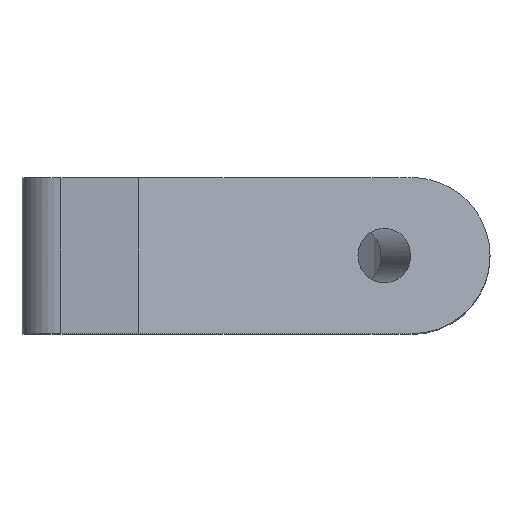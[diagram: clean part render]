
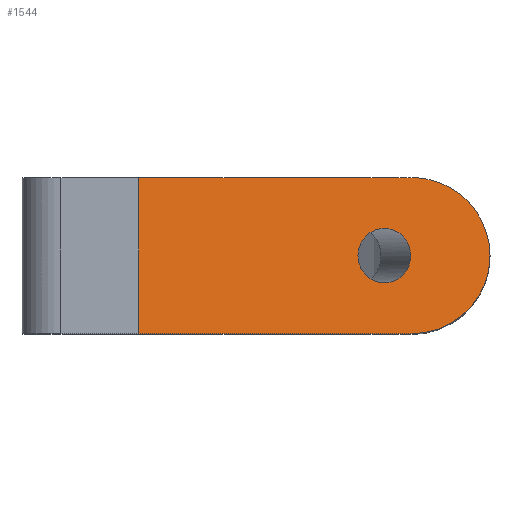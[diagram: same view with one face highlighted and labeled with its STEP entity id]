
A CAD part, top view. The second image highlights one B-rep face of the part: STEP entity #1544.
In plain terms, the highlighted planar face has unit normal (0.259, 0, 0.966).
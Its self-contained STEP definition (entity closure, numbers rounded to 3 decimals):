
#377 = CYLINDRICAL_SURFACE('',#378,4.);
#378 = AXIS2_PLACEMENT_3D('',#379,#380,#381);
#379 = CARTESIAN_POINT('',(10.,0.,0.));
#380 = DIRECTION('',(0.,0.,1.));
#381 = DIRECTION('',(1.,0.,0.));
#728 = CYLINDRICAL_SURFACE('',#729,4.);
#729 = AXIS2_PLACEMENT_3D('',#730,#731,#732);
#730 = CARTESIAN_POINT('',(10.,0.,0.));
#731 = DIRECTION('',(0.,0.,1.));
#732 = DIRECTION('',(1.,0.,0.));
#880 = VERTEX_POINT('',#881);
#881 = CARTESIAN_POINT('',(14.,0.,22.177));
#902 = EDGE_CURVE('',#903,#880,#905,.T.);
#903 = VERTEX_POINT('',#904);
#904 = CARTESIAN_POINT('',(10.,-4.,23.249));
#905 = SURFACE_CURVE('',#906,(#911,#924),.PCURVE_S1.);
#906 = ELLIPSE('',#907,4.141,4.);
#907 = AXIS2_PLACEMENT_3D('',#908,#909,#910);
#908 = CARTESIAN_POINT('',(10.,0.,23.249));
#909 = DIRECTION('',(0.259,0.,0.966));
#910 = DIRECTION('',(-0.966,0.,0.259));
#911 = PCURVE('',#377,#912);
#912 = DEFINITIONAL_REPRESENTATION('',(#913),#923);
#913 = B_SPLINE_CURVE_WITH_KNOTS('',8,(#914,#915,#916,#917,#918,#919,
    #920,#921,#922),.UNSPECIFIED.,.F.,.F.,(9,9),(1.571,
    3.142),.PIECEWISE_BEZIER_KNOTS.);
#914 = CARTESIAN_POINT('',(4.712,23.249));
#915 = CARTESIAN_POINT('',(4.909,23.038));
#916 = CARTESIAN_POINT('',(5.105,22.828));
#917 = CARTESIAN_POINT('',(5.301,22.63));
#918 = CARTESIAN_POINT('',(5.498,22.456));
#919 = CARTESIAN_POINT('',(5.694,22.319));
#920 = CARTESIAN_POINT('',(5.89,22.224));
#921 = CARTESIAN_POINT('',(6.087,22.177));
#922 = CARTESIAN_POINT('',(6.283,22.177));
#923 = ( GEOMETRIC_REPRESENTATION_CONTEXT(2) 
PARAMETRIC_REPRESENTATION_CONTEXT() REPRESENTATION_CONTEXT('2D SPACE',''
  ) );
#924 = PCURVE('',#925,#930);
#925 = PLANE('',#926);
#926 = AXIS2_PLACEMENT_3D('',#927,#928,#929);
#927 = CARTESIAN_POINT('',(-4.,-5.,27.));
#928 = DIRECTION('',(0.259,0.,0.966));
#929 = DIRECTION('',(0.966,0.,-0.259));
#930 = DEFINITIONAL_REPRESENTATION('',(#931),#935);
#931 = ELLIPSE('',#932,4.141,4.);
#932 = AXIS2_PLACEMENT_2D('',#933,#934);
#933 = CARTESIAN_POINT('',(14.494,5.));
#934 = DIRECTION('',(-1.,0.));
#935 = ( GEOMETRIC_REPRESENTATION_CONTEXT(2) 
PARAMETRIC_REPRESENTATION_CONTEXT() REPRESENTATION_CONTEXT('2D SPACE',''
  ) );
#951 = PLANE('',#952);
#952 = AXIS2_PLACEMENT_3D('',#953,#954,#955);
#953 = CARTESIAN_POINT('',(-10.,-4.,0.));
#954 = DIRECTION('',(0.,1.,0.));
#955 = DIRECTION('',(0.,0.,1.));
#1107 = EDGE_CURVE('',#880,#1108,#1110,.T.);
#1108 = VERTEX_POINT('',#1109);
#1109 = CARTESIAN_POINT('',(10.,4.,23.249));
#1110 = SURFACE_CURVE('',#1111,(#1116,#1129),.PCURVE_S1.);
#1111 = ELLIPSE('',#1112,4.141,4.);
#1112 = AXIS2_PLACEMENT_3D('',#1113,#1114,#1115);
#1113 = CARTESIAN_POINT('',(10.,0.,23.249));
#1114 = DIRECTION('',(0.259,0.,0.966));
#1115 = DIRECTION('',(-0.966,0.,0.259));
#1116 = PCURVE('',#728,#1117);
#1117 = DEFINITIONAL_REPRESENTATION('',(#1118),#1128);
#1118 = B_SPLINE_CURVE_WITH_KNOTS('',8,(#1119,#1120,#1121,#1122,#1123,
    #1124,#1125,#1126,#1127),.UNSPECIFIED.,.F.,.F.,(9,9),(3.142,
    4.712),.PIECEWISE_BEZIER_KNOTS.);
#1119 = CARTESIAN_POINT('',(0.,22.177));
#1120 = CARTESIAN_POINT('',(0.196,22.177));
#1121 = CARTESIAN_POINT('',(0.393,22.224));
#1122 = CARTESIAN_POINT('',(0.589,22.319));
#1123 = CARTESIAN_POINT('',(0.785,22.456));
#1124 = CARTESIAN_POINT('',(0.982,22.63));
#1125 = CARTESIAN_POINT('',(1.178,22.828));
#1126 = CARTESIAN_POINT('',(1.374,23.038));
#1127 = CARTESIAN_POINT('',(1.571,23.249));
#1128 = ( GEOMETRIC_REPRESENTATION_CONTEXT(2) 
PARAMETRIC_REPRESENTATION_CONTEXT() REPRESENTATION_CONTEXT('2D SPACE',''
  ) );
#1129 = PCURVE('',#925,#1130);
#1130 = DEFINITIONAL_REPRESENTATION('',(#1131),#1135);
#1131 = ELLIPSE('',#1132,4.141,4.);
#1132 = AXIS2_PLACEMENT_2D('',#1133,#1134);
#1133 = CARTESIAN_POINT('',(14.494,5.));
#1134 = DIRECTION('',(-1.,0.));
#1135 = ( GEOMETRIC_REPRESENTATION_CONTEXT(2) 
PARAMETRIC_REPRESENTATION_CONTEXT() REPRESENTATION_CONTEXT('2D SPACE',''
  ) );
#1175 = PLANE('',#1176);
#1176 = AXIS2_PLACEMENT_3D('',#1177,#1178,#1179);
#1177 = CARTESIAN_POINT('',(-10.,4.,0.));
#1178 = DIRECTION('',(0.,1.,0.));
#1179 = DIRECTION('',(0.,0.,1.));
#1285 = VERTEX_POINT('',#1286);
#1286 = CARTESIAN_POINT('',(-4.,-4.,27.));
#1300 = PLANE('',#1301);
#1301 = AXIS2_PLACEMENT_3D('',#1302,#1303,#1304);
#1302 = CARTESIAN_POINT('',(-10.,-4.,27.));
#1303 = DIRECTION('',(0.,0.,1.));
#1304 = DIRECTION('',(1.,0.,0.));
#1312 = EDGE_CURVE('',#1285,#903,#1313,.T.);
#1313 = SURFACE_CURVE('',#1314,(#1318,#1324),.PCURVE_S1.);
#1314 = LINE('',#1315,#1316);
#1315 = CARTESIAN_POINT('',(-3.424,-4.,26.846));
#1316 = VECTOR('',#1317,1.);
#1317 = DIRECTION('',(0.966,0.,-0.259));
#1318 = PCURVE('',#951,#1319);
#1319 = DEFINITIONAL_REPRESENTATION('',(#1320),#1323);
#1320 = B_SPLINE_CURVE_WITH_KNOTS('',1,(#1321,#1322),.UNSPECIFIED.,.F.,
  .F.,(2,2),(-2.596,15.968),.PIECEWISE_BEZIER_KNOTS.);
#1321 = CARTESIAN_POINT('',(27.518,4.068));
#1322 = CARTESIAN_POINT('',(22.713,22.));
#1323 = ( GEOMETRIC_REPRESENTATION_CONTEXT(2) 
PARAMETRIC_REPRESENTATION_CONTEXT() REPRESENTATION_CONTEXT('2D SPACE',''
  ) );
#1324 = PCURVE('',#925,#1325);
#1325 = DEFINITIONAL_REPRESENTATION('',(#1326),#1329);
#1326 = B_SPLINE_CURVE_WITH_KNOTS('',1,(#1327,#1328),.UNSPECIFIED.,.F.,
  .F.,(2,2),(-2.596,15.968),.PIECEWISE_BEZIER_KNOTS.);
#1327 = CARTESIAN_POINT('',(-2.,1.));
#1328 = CARTESIAN_POINT('',(16.564,1.));
#1329 = ( GEOMETRIC_REPRESENTATION_CONTEXT(2) 
PARAMETRIC_REPRESENTATION_CONTEXT() REPRESENTATION_CONTEXT('2D SPACE',''
  ) );
#1544 = ADVANCED_FACE('',(#1545,#1592),#925,.T.);
#1545 = FACE_BOUND('',#1546,.T.);
#1546 = EDGE_LOOP('',(#1547,#1570,#1571,#1572,#1573));
#1547 = ORIENTED_EDGE('',*,*,#1548,.F.);
#1548 = EDGE_CURVE('',#1285,#1549,#1551,.T.);
#1549 = VERTEX_POINT('',#1550);
#1550 = CARTESIAN_POINT('',(-4.,4.,27.));
#1551 = SURFACE_CURVE('',#1552,(#1556,#1563),.PCURVE_S1.);
#1552 = LINE('',#1553,#1554);
#1553 = CARTESIAN_POINT('',(-4.,-5.,27.));
#1554 = VECTOR('',#1555,1.);
#1555 = DIRECTION('',(0.,1.,0.));
#1556 = PCURVE('',#925,#1557);
#1557 = DEFINITIONAL_REPRESENTATION('',(#1558),#1562);
#1558 = LINE('',#1559,#1560);
#1559 = CARTESIAN_POINT('',(0.,0.));
#1560 = VECTOR('',#1561,1.);
#1561 = DIRECTION('',(0.,1.));
#1562 = ( GEOMETRIC_REPRESENTATION_CONTEXT(2) 
PARAMETRIC_REPRESENTATION_CONTEXT() REPRESENTATION_CONTEXT('2D SPACE',''
  ) );
#1563 = PCURVE('',#1300,#1564);
#1564 = DEFINITIONAL_REPRESENTATION('',(#1565),#1569);
#1565 = LINE('',#1566,#1567);
#1566 = CARTESIAN_POINT('',(6.,-1.));
#1567 = VECTOR('',#1568,1.);
#1568 = DIRECTION('',(0.,1.));
#1569 = ( GEOMETRIC_REPRESENTATION_CONTEXT(2) 
PARAMETRIC_REPRESENTATION_CONTEXT() REPRESENTATION_CONTEXT('2D SPACE',''
  ) );
#1570 = ORIENTED_EDGE('',*,*,#1312,.T.);
#1571 = ORIENTED_EDGE('',*,*,#902,.T.);
#1572 = ORIENTED_EDGE('',*,*,#1107,.T.);
#1573 = ORIENTED_EDGE('',*,*,#1574,.F.);
#1574 = EDGE_CURVE('',#1549,#1108,#1575,.T.);
#1575 = SURFACE_CURVE('',#1576,(#1580,#1586),.PCURVE_S1.);
#1576 = LINE('',#1577,#1578);
#1577 = CARTESIAN_POINT('',(-3.424,4.,26.846));
#1578 = VECTOR('',#1579,1.);
#1579 = DIRECTION('',(0.966,0.,-0.259));
#1580 = PCURVE('',#925,#1581);
#1581 = DEFINITIONAL_REPRESENTATION('',(#1582),#1585);
#1582 = B_SPLINE_CURVE_WITH_KNOTS('',1,(#1583,#1584),.UNSPECIFIED.,.F.,
  .F.,(2,2),(-2.596,15.968),.PIECEWISE_BEZIER_KNOTS.);
#1583 = CARTESIAN_POINT('',(-2.,9.));
#1584 = CARTESIAN_POINT('',(16.564,9.));
#1585 = ( GEOMETRIC_REPRESENTATION_CONTEXT(2) 
PARAMETRIC_REPRESENTATION_CONTEXT() REPRESENTATION_CONTEXT('2D SPACE',''
  ) );
#1586 = PCURVE('',#1175,#1587);
#1587 = DEFINITIONAL_REPRESENTATION('',(#1588),#1591);
#1588 = B_SPLINE_CURVE_WITH_KNOTS('',1,(#1589,#1590),.UNSPECIFIED.,.F.,
  .F.,(2,2),(-2.596,15.968),.PIECEWISE_BEZIER_KNOTS.);
#1589 = CARTESIAN_POINT('',(27.518,4.068));
#1590 = CARTESIAN_POINT('',(22.713,22.));
#1591 = ( GEOMETRIC_REPRESENTATION_CONTEXT(2) 
PARAMETRIC_REPRESENTATION_CONTEXT() REPRESENTATION_CONTEXT('2D SPACE',''
  ) );
#1592 = FACE_BOUND('',#1593,.T.);
#1593 = EDGE_LOOP('',(#1594));
#1594 = ORIENTED_EDGE('',*,*,#1595,.F.);
#1595 = EDGE_CURVE('',#1596,#1596,#1598,.T.);
#1596 = VERTEX_POINT('',#1597);
#1597 = CARTESIAN_POINT('',(9.932,0.,23.267));
#1598 = SURFACE_CURVE('',#1599,(#1604,#1611),.PCURVE_S1.);
#1599 = CIRCLE('',#1600,1.4);
#1600 = AXIS2_PLACEMENT_3D('',#1601,#1602,#1603);
#1601 = CARTESIAN_POINT('',(8.58,0.,23.629));
#1602 = DIRECTION('',(0.259,-0.,0.966));
#1603 = DIRECTION('',(0.966,0.,-0.259));
#1604 = PCURVE('',#925,#1605);
#1605 = DEFINITIONAL_REPRESENTATION('',(#1606),#1610);
#1606 = CIRCLE('',#1607,1.4);
#1607 = AXIS2_PLACEMENT_2D('',#1608,#1609);
#1608 = CARTESIAN_POINT('',(13.024,5.));
#1609 = DIRECTION('',(1.,0.));
#1610 = ( GEOMETRIC_REPRESENTATION_CONTEXT(2) 
PARAMETRIC_REPRESENTATION_CONTEXT() REPRESENTATION_CONTEXT('2D SPACE',''
  ) );
#1611 = PCURVE('',#1612,#1617);
#1612 = CYLINDRICAL_SURFACE('',#1613,1.4);
#1613 = AXIS2_PLACEMENT_3D('',#1614,#1615,#1616);
#1614 = CARTESIAN_POINT('',(6.,0.,14.));
#1615 = DIRECTION('',(0.259,0.,0.966));
#1616 = DIRECTION('',(0.966,0.,-0.259));
#1617 = DEFINITIONAL_REPRESENTATION('',(#1618),#1622);
#1618 = LINE('',#1619,#1620);
#1619 = CARTESIAN_POINT('',(0.,9.969));
#1620 = VECTOR('',#1621,1.);
#1621 = DIRECTION('',(1.,0.));
#1622 = ( GEOMETRIC_REPRESENTATION_CONTEXT(2) 
PARAMETRIC_REPRESENTATION_CONTEXT() REPRESENTATION_CONTEXT('2D SPACE',''
  ) );
